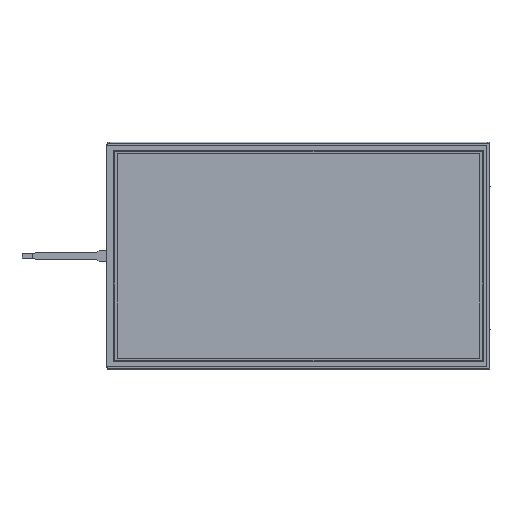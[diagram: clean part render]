
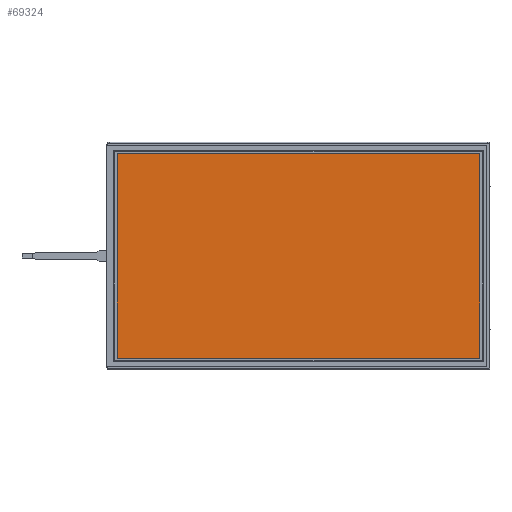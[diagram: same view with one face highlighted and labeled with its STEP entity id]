
A CAD part, top view. The second image highlights one B-rep face of the part: STEP entity #69324.
In plain terms, the highlighted planar face has unit normal (0, 0, 1).
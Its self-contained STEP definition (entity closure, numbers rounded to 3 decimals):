
#8360=FACE_OUTER_BOUND('',#12250,.T.);
#12250=EDGE_LOOP('',(#63446,#63447,#63448,#63449));
#19452=LINE('',#133391,#26663);
#19455=LINE('',#133397,#26666);
#19458=LINE('',#133403,#26669);
#19459=LINE('',#133404,#26670);
#26663=VECTOR('',#95149,10.);
#26666=VECTOR('',#95154,10.);
#26669=VECTOR('',#95159,10.);
#26670=VECTOR('',#95160,10.);
#33050=VERTEX_POINT('',#133387);
#33052=VERTEX_POINT('',#133390);
#33054=VERTEX_POINT('',#133396);
#33056=VERTEX_POINT('',#133402);
#43191=EDGE_CURVE('',#33052,#33050,#19452,.T.);
#43194=EDGE_CURVE('',#33054,#33052,#19455,.T.);
#43197=EDGE_CURVE('',#33050,#33056,#19458,.T.);
#43198=EDGE_CURVE('',#33054,#33056,#19459,.T.);
#63446=ORIENTED_EDGE('',*,*,#43191,.T.);
#63447=ORIENTED_EDGE('',*,*,#43197,.T.);
#63448=ORIENTED_EDGE('',*,*,#43198,.F.);
#63449=ORIENTED_EDGE('',*,*,#43194,.T.);
#65650=PLANE('',#75555);
#69324=ADVANCED_FACE('',(#8360),#65650,.T.);
#75555=AXIS2_PLACEMENT_3D('',#133401,#95157,#95158);
#95149=DIRECTION('',(-1.,0.,0.));
#95154=DIRECTION('',(0.,1.,0.));
#95157=DIRECTION('center_axis',(0.,0.,
1.));
#95158=DIRECTION('ref_axis',(1.,0.,0.));
#95159=DIRECTION('',(0.,-1.,0.));
#95160=DIRECTION('',(-1.,0.,0.));
#133387=CARTESIAN_POINT('',(-172.365,97.02,0.));
#133390=CARTESIAN_POINT('',(172.365,97.02,0.));
#133391=CARTESIAN_POINT('',(-0.938,97.02,0.));
#133396=CARTESIAN_POINT('',(172.365,-97.02,0.));
#133397=CARTESIAN_POINT('',(172.365,-47.775,0.));
#133401=CARTESIAN_POINT('Origin',(-1.875,0.,
0.));
#133402=CARTESIAN_POINT('',(-172.365,-97.02,0.));
#133403=CARTESIAN_POINT('',(-172.365,-95.55,0.));
#133404=CARTESIAN_POINT('',(172.365,-97.02,0.));
